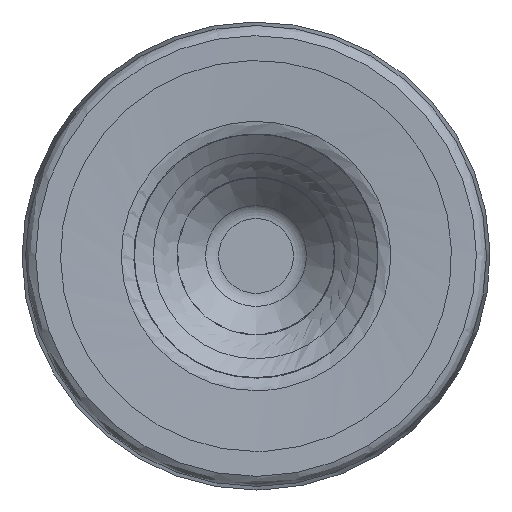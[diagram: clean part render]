
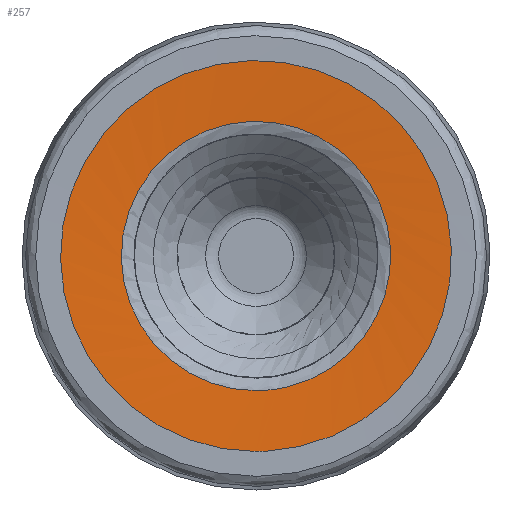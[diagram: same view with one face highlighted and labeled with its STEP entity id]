
A CAD part, left-side view. The second image highlights one B-rep face of the part: STEP entity #257.
In plain terms, the highlighted face is a revolution surface.
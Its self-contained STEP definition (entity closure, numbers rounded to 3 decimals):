
#38=SURFACE_OF_REVOLUTION('',#62,#53);
#53=AXIS1_PLACEMENT('',#844,#734);
#62=LINE('',#843,#71);
#71=VECTOR('',#733,3.687);
#257=ADVANCED_FACE('',(#321,#322),#38,.T.);
#321=FACE_BOUND('',#383,.T.);
#322=FACE_BOUND('',#384,.T.);
#383=EDGE_LOOP('',(#445));
#384=EDGE_LOOP('',(#446));
#445=ORIENTED_EDGE('',*,*,#495,.F.);
#446=ORIENTED_EDGE('',*,*,#508,.T.);
#464=VERTEX_POINT('',#788);
#477=VERTEX_POINT('',#840);
#495=EDGE_CURVE('',#464,#464,#526,.T.);
#508=EDGE_CURVE('',#477,#477,#544,.T.);
#526=CIRCLE('',#581,10.607);
#544=CIRCLE('',#599,7.308);
#581=AXIS2_PLACEMENT_3D('',#787,#671,#672);
#599=AXIS2_PLACEMENT_3D('',#839,#728,#729);
#671=DIRECTION('',(1.,0.,0.));
#672=DIRECTION('',(0.,0.,-1.));
#728=DIRECTION('',(1.,0.,0.));
#729=DIRECTION('',(0.,0.,-1.));
#733=DIRECTION('',(-0.047,-0.949,-0.313));
#734=DIRECTION('',(1.,0.,0.));
#787=CARTESIAN_POINT('',(0.016,0.,0.));
#788=CARTESIAN_POINT('',(0.016,0.,-10.607));
#839=CARTESIAN_POINT('',(0.189,0.,0.));
#840=CARTESIAN_POINT('',(0.189,0.,-7.308));
#843=CARTESIAN_POINT('',(0.189,-7.091,1.77));
#844=CARTESIAN_POINT('',(0.,0.,0.));
